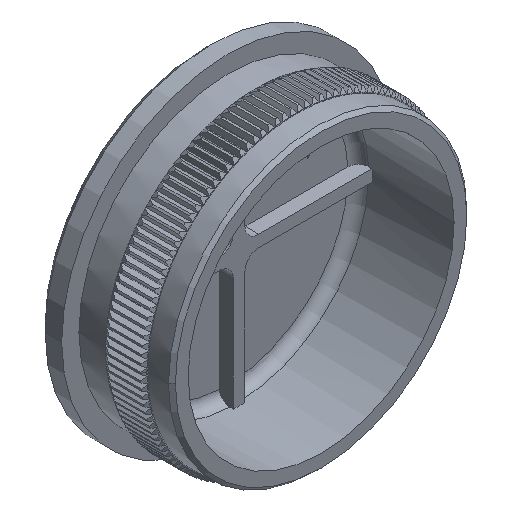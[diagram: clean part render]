
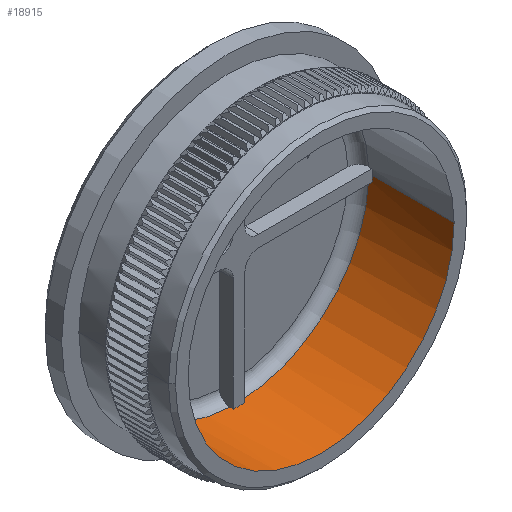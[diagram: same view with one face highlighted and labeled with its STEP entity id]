
A CAD part, isometric view. The second image highlights one B-rep face of the part: STEP entity #18915.
In plain terms, the highlighted cylindrical face has radius 19.3 mm (diameter 38.6 mm), a partial arc.
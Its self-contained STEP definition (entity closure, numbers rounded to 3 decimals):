
#359 = CARTESIAN_POINT ( 'NONE',  ( 19.3, 11.9, 0. ) ) ;
#1158 = LINE ( 'NONE', #5380, #1682 ) ;
#1385 = CARTESIAN_POINT ( 'NONE',  ( 0., 12.4, 0. ) ) ;
#1652 = VERTEX_POINT ( 'NONE', #359 ) ;
#1682 = VECTOR ( 'NONE', #23108, 1000. ) ;
#2761 = CARTESIAN_POINT ( 'NONE',  ( 0., 0., 0. ) ) ;
#2925 = VERTEX_POINT ( 'NONE', #13295 ) ;
#3225 = EDGE_CURVE ( 'NONE', #31937, #9311, #44939, .T. ) ;
#3666 = VERTEX_POINT ( 'NONE', #12493 ) ;
#4020 = CARTESIAN_POINT ( 'NONE',  ( 0., 13.9, 0. ) ) ;
#5380 = CARTESIAN_POINT ( 'NONE',  ( 19.3, 13.9, 0. ) ) ;
#6422 = FACE_OUTER_BOUND ( 'NONE', #39704, .T. ) ;
#6660 = CARTESIAN_POINT ( 'NONE',  ( 0., 11.9, 0. ) ) ;
#7215 = CARTESIAN_POINT ( 'NONE',  ( -0.85, 11.9, -19.281 ) ) ;
#7382 = AXIS2_PLACEMENT_3D ( 'NONE', #1385, #18296, #8361 ) ;
#7472 = DIRECTION ( 'NONE',  ( 1., 0., 0. ) ) ;
#7675 = CARTESIAN_POINT ( 'NONE',  ( 19.3, 0., 0. ) ) ;
#7734 = ORIENTED_EDGE ( 'NONE', *, *, #32301, .T. ) ;
#7853 = AXIS2_PLACEMENT_3D ( 'NONE', #10694, #38675, #7472 ) ;
#8352 = VECTOR ( 'NONE', #39665, 1000. ) ;
#8361 = DIRECTION ( 'NONE',  ( 1., 0., 0. ) ) ;
#8596 = CARTESIAN_POINT ( 'NONE',  ( 0.85, 11.9, -19.281 ) ) ;
#8721 = EDGE_CURVE ( 'NONE', #44727, #16821, #44844, .T. ) ;
#8951 = CIRCLE ( 'NONE', #40978, 19.3 ) ;
#9277 = VERTEX_POINT ( 'NONE', #7215 ) ;
#9278 = VECTOR ( 'NONE', #20651, 1000. ) ;
#9311 = VERTEX_POINT ( 'NONE', #7675 ) ;
#9490 = DIRECTION ( 'NONE',  ( 0., -1., 0. ) ) ;
#9541 = VECTOR ( 'NONE', #26382, 1000. ) ;
#10177 = ORIENTED_EDGE ( 'NONE', *, *, #42928, .F. ) ;
#10229 = EDGE_CURVE ( 'NONE', #9277, #44727, #45300, .T. ) ;
#10289 = VERTEX_POINT ( 'NONE', #42904 ) ;
#10384 = VERTEX_POINT ( 'NONE', #22862 ) ;
#10577 = DIRECTION ( 'NONE',  ( 1., 0., 0. ) ) ;
#10694 = CARTESIAN_POINT ( 'NONE',  ( 0., 11.9, 0. ) ) ;
#11598 = VERTEX_POINT ( 'NONE', #17662 ) ;
#12058 = DIRECTION ( 'NONE',  ( 0., 1., 0. ) ) ;
#12312 = CARTESIAN_POINT ( 'NONE',  ( -19.281, 11.9, -0.85 ) ) ;
#12493 = CARTESIAN_POINT ( 'NONE',  ( 19.281, 11.9, -0.85 ) ) ;
#12589 = CARTESIAN_POINT ( 'NONE',  ( 0., 11.9, 0. ) ) ;
#12772 = LINE ( 'NONE', #39508, #8352 ) ;
#13295 = CARTESIAN_POINT ( 'NONE',  ( -19.3, 11.9, 0. ) ) ;
#13533 = DIRECTION ( 'NONE',  ( 1., 0., 0. ) ) ;
#13732 = ORIENTED_EDGE ( 'NONE', *, *, #8721, .F. ) ;
#14442 = EDGE_CURVE ( 'NONE', #2925, #11598, #42582, .T. ) ;
#14601 = LINE ( 'NONE', #19205, #22847 ) ;
#15019 = CARTESIAN_POINT ( 'NONE',  ( -19.3, 0., 0. ) ) ;
#15217 = DIRECTION ( 'NONE',  ( 0., 1., 0. ) ) ;
#15675 = ORIENTED_EDGE ( 'NONE', *, *, #18739, .T. ) ;
#16099 = AXIS2_PLACEMENT_3D ( 'NONE', #2761, #30572, #16763 ) ;
#16280 = EDGE_CURVE ( 'NONE', #1652, #9311, #1158, .T. ) ;
#16763 = DIRECTION ( 'NONE',  ( 1., 0., 0. ) ) ;
#16821 = VERTEX_POINT ( 'NONE', #23194 ) ;
#17396 = CIRCLE ( 'NONE', #7382, 19.3 ) ;
#17662 = CARTESIAN_POINT ( 'NONE',  ( -19.281, 11.9, -0.85 ) ) ;
#18296 = DIRECTION ( 'NONE',  ( 0., 1., 0. ) ) ;
#18739 = EDGE_CURVE ( 'NONE', #9277, #10384, #14601, .T. ) ;
#18915 = ADVANCED_FACE ( 'NONE', ( #6422 ), #23947, .F. ) ;
#19205 = CARTESIAN_POINT ( 'NONE',  ( -0.85, 11.9, -19.281 ) ) ;
#20651 = DIRECTION ( 'NONE',  ( 0., 1., 0. ) ) ;
#20812 = VECTOR ( 'NONE', #15217, 1000. ) ;
#21178 = DIRECTION ( 'NONE',  ( 0., -1., 0. ) ) ;
#21877 = ORIENTED_EDGE ( 'NONE', *, *, #14442, .F. ) ;
#22847 = VECTOR ( 'NONE', #36964, 1000. ) ;
#22862 = CARTESIAN_POINT ( 'NONE',  ( -0.85, 12.4, -19.281 ) ) ;
#23108 = DIRECTION ( 'NONE',  ( 0., -1., 0. ) ) ;
#23194 = CARTESIAN_POINT ( 'NONE',  ( 0.85, 12.4, -19.281 ) ) ;
#23947 = CYLINDRICAL_SURFACE ( 'NONE', #33067, 19.3 ) ;
#24528 = EDGE_CURVE ( 'NONE', #10384, #10289, #17396, .T. ) ;
#24987 = ORIENTED_EDGE ( 'NONE', *, *, #3225, .T. ) ;
#25935 = CARTESIAN_POINT ( 'NONE',  ( 19.281, 11.9, -0.85 ) ) ;
#26382 = DIRECTION ( 'NONE',  ( 0., 1., 0. ) ) ;
#27197 = CARTESIAN_POINT ( 'NONE',  ( 19.281, 12.4, -0.85 ) ) ;
#27383 = ORIENTED_EDGE ( 'NONE', *, *, #44744, .T. ) ;
#27867 = CIRCLE ( 'NONE', #7853, 19.3 ) ;
#28685 = EDGE_CURVE ( 'NONE', #11598, #10289, #29265, .T. ) ;
#29265 = LINE ( 'NONE', #12312, #9541 ) ;
#29476 = AXIS2_PLACEMENT_3D ( 'NONE', #6660, #21178, #13533 ) ;
#29634 = DIRECTION ( 'NONE',  ( 1., 0., 0. ) ) ;
#30572 = DIRECTION ( 'NONE',  ( 0., -1., 0. ) ) ;
#31211 = LINE ( 'NONE', #25935, #20812 ) ;
#31937 = VERTEX_POINT ( 'NONE', #15019 ) ;
#32301 = EDGE_CURVE ( 'NONE', #3666, #40051, #31211, .T. ) ;
#33011 = CARTESIAN_POINT ( 'NONE',  ( 0., 12.4, 0. ) ) ;
#33067 = AXIS2_PLACEMENT_3D ( 'NONE', #4020, #38405, #10577 ) ;
#33796 = AXIS2_PLACEMENT_3D ( 'NONE', #12589, #9490, #37188 ) ;
#35446 = ORIENTED_EDGE ( 'NONE', *, *, #10229, .F. ) ;
#35862 = ORIENTED_EDGE ( 'NONE', *, *, #24528, .T. ) ;
#36964 = DIRECTION ( 'NONE',  ( 0., 1., 0. ) ) ;
#37188 = DIRECTION ( 'NONE',  ( 1., 0., 0. ) ) ;
#37920 = CARTESIAN_POINT ( 'NONE',  ( 0.85, 11.9, -19.281 ) ) ;
#38405 = DIRECTION ( 'NONE',  ( 0., -1., 0. ) ) ;
#38675 = DIRECTION ( 'NONE',  ( 0., -1., 0. ) ) ;
#39278 = ORIENTED_EDGE ( 'NONE', *, *, #28685, .F. ) ;
#39508 = CARTESIAN_POINT ( 'NONE',  ( -19.3, 13.9, 0. ) ) ;
#39665 = DIRECTION ( 'NONE',  ( 0., -1., 0. ) ) ;
#39704 = EDGE_LOOP ( 'NONE', ( #21877, #27383, #24987, #40597, #10177, #7734, #42137, #13732, #35446, #15675, #35862, #39278 ) ) ;
#39885 = EDGE_CURVE ( 'NONE', #40051, #16821, #8951, .T. ) ;
#40051 = VERTEX_POINT ( 'NONE', #27197 ) ;
#40597 = ORIENTED_EDGE ( 'NONE', *, *, #16280, .F. ) ;
#40978 = AXIS2_PLACEMENT_3D ( 'NONE', #33011, #12058, #29634 ) ;
#42137 = ORIENTED_EDGE ( 'NONE', *, *, #39885, .T. ) ;
#42582 = CIRCLE ( 'NONE', #33796, 19.3 ) ;
#42904 = CARTESIAN_POINT ( 'NONE',  ( -19.281, 12.4, -0.85 ) ) ;
#42928 = EDGE_CURVE ( 'NONE', #3666, #1652, #27867, .T. ) ;
#44727 = VERTEX_POINT ( 'NONE', #8596 ) ;
#44744 = EDGE_CURVE ( 'NONE', #2925, #31937, #12772, .T. ) ;
#44844 = LINE ( 'NONE', #37920, #9278 ) ;
#44939 = CIRCLE ( 'NONE', #16099, 19.3 ) ;
#45300 = CIRCLE ( 'NONE', #29476, 19.3 ) ;
